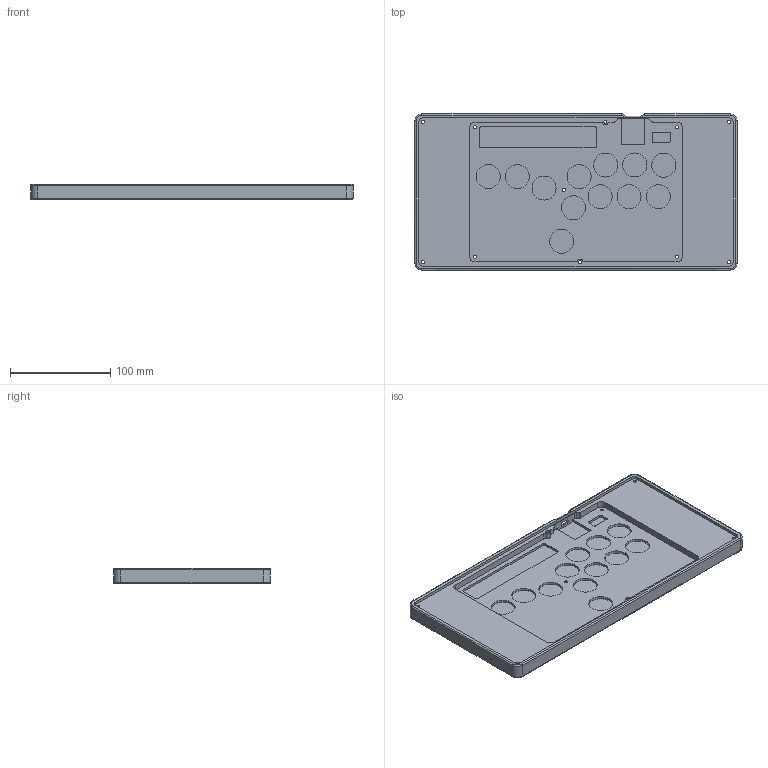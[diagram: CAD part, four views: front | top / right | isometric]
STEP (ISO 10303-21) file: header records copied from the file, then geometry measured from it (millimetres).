
FILE_DESCRIPTION (( 'STEP AP214' ), '1' );
FILE_NAME ('Bottom Case.STEP', '2023-10-16T15:45:48', ( '' ), ( '' ), 'SwSTEP 2.0', 'SolidWorks 2021', '' );
FILE_SCHEMA (( 'AUTOMOTIVE_DESIGN' ));
Length unit declared in the file: millimetre
Products named in the file (1): Bottom Case
Bounding box: 321.58 x 156 x 15.1 mm (x, y, z)
Volume: 397487.6 mm3; surface area: 125336 mm2
Topology: 1 solids, 1 shells, 241 faces, 586 edges, 380 vertices
Faces by surface type: cylinder 120, plane 83, bspline 38
Entity records: 9538 total; most frequent: CARTESIAN_POINT 3870, ORIENTED_EDGE 1172, DIRECTION 1134, EDGE_CURVE 586, AXIS2_PLACEMENT_3D 440, VERTEX_POINT 380, EDGE_LOOP 298, LINE 254
